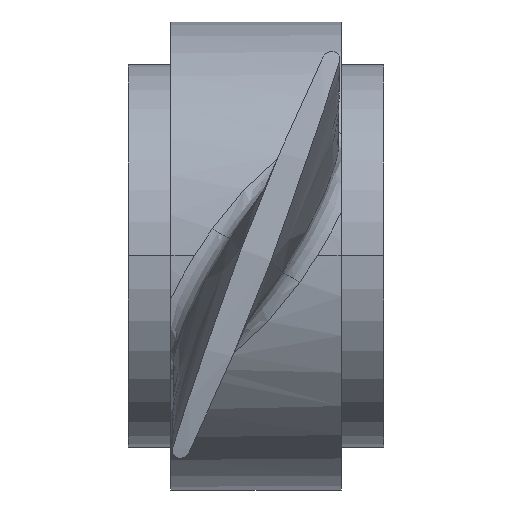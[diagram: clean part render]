
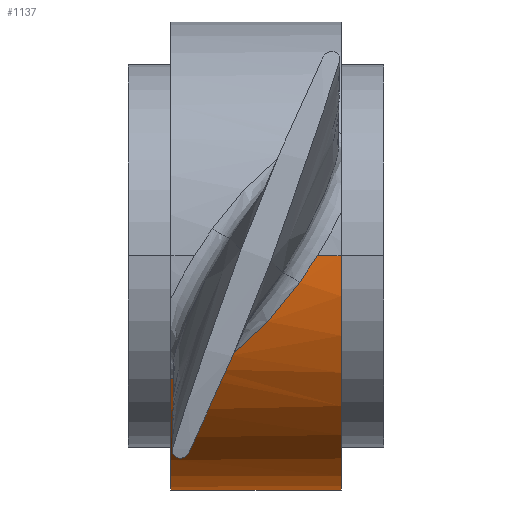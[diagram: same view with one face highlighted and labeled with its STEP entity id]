
A CAD part, top view. The second image highlights one B-rep face of the part: STEP entity #1137.
In plain terms, the highlighted cylindrical face has radius 11 mm (diameter 22 mm), a partial arc.
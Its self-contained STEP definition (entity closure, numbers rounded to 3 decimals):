
#4 = CARTESIAN_POINT ( 'NONE',  ( 2.889, 0., 11. ) ) ;
#37 = CARTESIAN_POINT ( 'NONE',  ( 1.25, -2.324, 10.764 ) ) ;
#43 = CARTESIAN_POINT ( 'NONE',  ( 0.385, -3.305, 10.504 ) ) ;
#48 = CARTESIAN_POINT ( 'NONE',  ( 2.052, -1.258, 10.928 ) ) ;
#52 = CARTESIAN_POINT ( 'NONE',  ( -1.567, -5.006, 9.797 ) ) ;
#76 = CARTESIAN_POINT ( 'NONE',  ( -4., 0., 0. ) ) ;
#114 = VERTEX_POINT ( 'NONE', #1498 ) ;
#115 = CARTESIAN_POINT ( 'NONE',  ( 4., 0., 0. ) ) ;
#139 = CARTESIAN_POINT ( 'NONE',  ( 2.052, -1.258, 10.928 ) ) ;
#155 = VERTEX_POINT ( 'NONE', #425 ) ;
#158 = CARTESIAN_POINT ( 'NONE',  ( 1.661, -1.805, 10.865 ) ) ;
#174 = ORIENTED_EDGE ( 'NONE', *, *, #1211, .T. ) ;
#175 = VECTOR ( 'NONE', #818, 1000. ) ;
#210 = EDGE_CURVE ( 'NONE', #827, #505, #272, .T. ) ;
#272 = CIRCLE ( 'NONE', #1393, 11. ) ;
#276 = CARTESIAN_POINT ( 'NONE',  ( 4., -11., 0. ) ) ;
#279 = ORIENTED_EDGE ( 'NONE', *, *, #1000, .F. ) ;
#293 = CARTESIAN_POINT ( 'NONE',  ( -2.687, -5.655, 9.436 ) ) ;
#325 = CARTESIAN_POINT ( 'NONE',  ( -4., -11., 0. ) ) ;
#411 = CIRCLE ( 'NONE', #1550, 11. ) ;
#423 = CARTESIAN_POINT ( 'NONE',  ( -1.833, -5.188, 9.702 ) ) ;
#425 = CARTESIAN_POINT ( 'NONE',  ( 4., -11., 0. ) ) ;
#441 = DIRECTION ( 'NONE',  ( 1., 0., 0. ) ) ;
#496 = CARTESIAN_POINT ( 'NONE',  ( 2.346, -0.847, 10.975 ) ) ;
#501 = DIRECTION ( 'NONE',  ( -1., 0., 0. ) ) ;
#505 = VERTEX_POINT ( 'NONE', #325 ) ;
#537 = CARTESIAN_POINT ( 'NONE',  ( -0.799, -4.412, 10.079 ) ) ;
#542 = CARTESIAN_POINT ( 'NONE',  ( 4., 0., 11. ) ) ;
#548 = DIRECTION ( 'NONE',  ( -1., 0., 0. ) ) ;
#554 = LINE ( 'NONE', #276, #175 ) ;
#563 = ORIENTED_EDGE ( 'NONE', *, *, #1493, .T. ) ;
#604 = DIRECTION ( 'NONE',  ( 1., 0., 0. ) ) ;
#641 = LINE ( 'NONE', #542, #1439 ) ;
#650 = CARTESIAN_POINT ( 'NONE',  ( -2.391, -5.513, 9.519 ) ) ;
#727 = ORIENTED_EDGE ( 'NONE', *, *, #834, .F. ) ;
#753 = B_SPLINE_CURVE_WITH_KNOTS ( 'NONE', 3,
 ( #4, #1461, #496, #139 ),
 .UNSPECIFIED., .F., .F.,
 ( 4, 4 ),
 ( 0.015, 0.016 ),
 .UNSPECIFIED. ) ;
#756 = CARTESIAN_POINT ( 'NONE',  ( -3.333, -5.834, 9.325 ) ) ;
#760 = CARTESIAN_POINT ( 'NONE',  ( -3.672, -5.827, 9.33 ) ) ;
#766 = CARTESIAN_POINT ( 'NONE',  ( 2.052, -1.258, 10.928 ) ) ;
#795 = FACE_OUTER_BOUND ( 'NONE', #1457, .T. ) ;
#818 = DIRECTION ( 'NONE',  ( -1., 0., 0. ) ) ;
#827 = VERTEX_POINT ( 'NONE', #978 ) ;
#834 = EDGE_CURVE ( 'NONE', #155, #505, #554, .T. ) ;
#869 = CARTESIAN_POINT ( 'NONE',  ( -3.842, -5.798, 9.348 ) ) ;
#877 = CARTESIAN_POINT ( 'NONE',  ( -2.84, -5.721, 9.396 ) ) ;
#944 = DIRECTION ( 'NONE',  ( 0., 0., -1. ) ) ;
#951 = CARTESIAN_POINT ( 'NONE',  ( 2.889, 0., 11. ) ) ;
#966 = DIRECTION ( 'NONE',  ( 0., 0., 1. ) ) ;
#978 = CARTESIAN_POINT ( 'NONE',  ( -4., -5.744, 9.381 ) ) ;
#998 = CARTESIAN_POINT ( 'NONE',  ( -3.161, -5.811, 9.34 ) ) ;
#1000 = EDGE_CURVE ( 'NONE', #114, #155, #411, .T. ) ;
#1074 = ORIENTED_EDGE ( 'NONE', *, *, #210, .T. ) ;
#1100 = CARTESIAN_POINT ( 'NONE',  ( 4., 0., 0. ) ) ;
#1116 = CARTESIAN_POINT ( 'NONE',  ( -1.051, -4.618, 9.986 ) ) ;
#1123 = CARTESIAN_POINT ( 'NONE',  ( -4., -5.744, 9.381 ) ) ;
#1137 = ADVANCED_FACE ( 'NONE', ( #795 ), #1488, .T. ) ;
#1169 = VERTEX_POINT ( 'NONE', #951 ) ;
#1211 = EDGE_CURVE ( 'NONE', #1169, #1502, #753, .T. ) ;
#1236 = CARTESIAN_POINT ( 'NONE',  ( -0.07, -3.768, 10.345 ) ) ;
#1239 = ORIENTED_EDGE ( 'NONE', *, *, #1372, .T. ) ;
#1372 = EDGE_CURVE ( 'NONE', #1502, #827, #1431, .T. ) ;
#1390 = DIRECTION ( 'NONE',  ( 0., 0., -1. ) ) ;
#1393 = AXIS2_PLACEMENT_3D ( 'NONE', #76, #441, #1390 ) ;
#1431 = B_SPLINE_CURVE_WITH_KNOTS ( 'NONE', 3,
 ( #48, #158, #37, #43, #1236, #537, #1116, #52, #423, #1489, #650, #293, #877, #998, #756, #760, #869, #1123 ),
 .UNSPECIFIED., .F., .F.,
 ( 4, 2, 2, 2, 2, 2, 2, 2, 4 ),
 ( 0., 0.002, 0.004, 0.005, 0.006, 0.007, 0.007, 0.008, 0.008 ),
 .UNSPECIFIED. ) ;
#1439 = VECTOR ( 'NONE', #548, 1000. ) ;
#1457 = EDGE_LOOP ( 'NONE', ( #279, #563, #174, #1239, #1074, #727 ) ) ;
#1461 = CARTESIAN_POINT ( 'NONE',  ( 2.625, -0.427, 11. ) ) ;
#1488 = CYLINDRICAL_SURFACE ( 'NONE', #1526, 11. ) ;
#1489 = CARTESIAN_POINT ( 'NONE',  ( -2.249, -5.435, 9.564 ) ) ;
#1493 = EDGE_CURVE ( 'NONE', #114, #1169, #641, .T. ) ;
#1498 = CARTESIAN_POINT ( 'NONE',  ( 4., 0., 11. ) ) ;
#1502 = VERTEX_POINT ( 'NONE', #766 ) ;
#1526 = AXIS2_PLACEMENT_3D ( 'NONE', #1100, #501, #966 ) ;
#1550 = AXIS2_PLACEMENT_3D ( 'NONE', #115, #604, #944 ) ;
